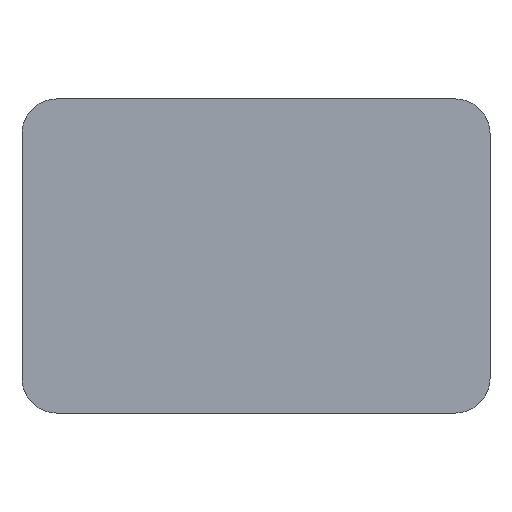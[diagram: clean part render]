
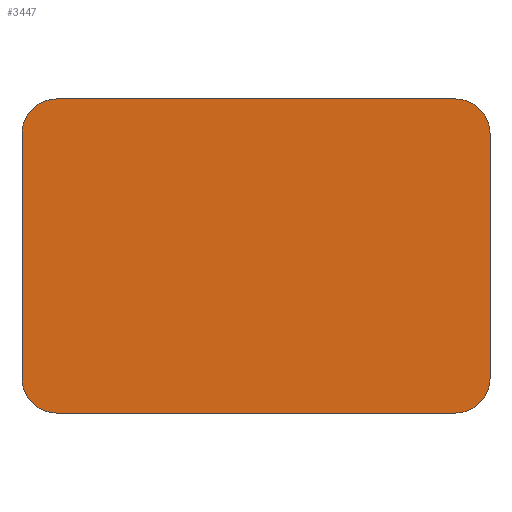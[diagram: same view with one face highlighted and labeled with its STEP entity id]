
A CAD part, front view. The second image highlights one B-rep face of the part: STEP entity #3447.
In plain terms, the highlighted planar face has unit normal (0, -1, 0).
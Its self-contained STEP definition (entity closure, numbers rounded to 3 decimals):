
#384=LINE('',#5792,#756);
#387=LINE('',#5801,#759);
#388=LINE('',#5805,#760);
#389=LINE('',#5809,#761);
#756=VECTOR('',#4664,10.);
#759=VECTOR('',#4673,10.);
#760=VECTOR('',#4676,10.);
#761=VECTOR('',#4679,10.);
#999=FACE_OUTER_BOUND('',#1189,.T.);
#1189=EDGE_LOOP('',(#3038,#3039,#3040,#3041,#3042,#3043,#3044,#3045));
#1324=CIRCLE('',#3743,4.);
#1327=CIRCLE('',#3748,4.);
#1328=CIRCLE('',#3749,4.);
#1329=CIRCLE('',#3750,4.);
#1649=VERTEX_POINT('',#5785);
#1650=VERTEX_POINT('',#5787);
#1651=VERTEX_POINT('',#5791);
#1654=VERTEX_POINT('',#5800);
#1655=VERTEX_POINT('',#5802);
#1656=VERTEX_POINT('',#5804);
#1657=VERTEX_POINT('',#5806);
#1658=VERTEX_POINT('',#5808);
#2127=EDGE_CURVE('',#1649,#1650,#1324,.T.);
#2129=EDGE_CURVE('',#1650,#1651,#384,.T.);
#2134=EDGE_CURVE('',#1654,#1649,#387,.T.);
#2135=EDGE_CURVE('',#1655,#1654,#1327,.T.);
#2136=EDGE_CURVE('',#1655,#1656,#388,.T.);
#2137=EDGE_CURVE('',#1657,#1656,#1328,.T.);
#2138=EDGE_CURVE('',#1658,#1657,#389,.T.);
#2139=EDGE_CURVE('',#1651,#1658,#1329,.T.);
#3038=ORIENTED_EDGE('',*,*,#2127,.F.);
#3039=ORIENTED_EDGE('',*,*,#2134,.F.);
#3040=ORIENTED_EDGE('',*,*,#2135,.F.);
#3041=ORIENTED_EDGE('',*,*,#2136,.T.);
#3042=ORIENTED_EDGE('',*,*,#2137,.F.);
#3043=ORIENTED_EDGE('',*,*,#2138,.F.);
#3044=ORIENTED_EDGE('',*,*,#2139,.F.);
#3045=ORIENTED_EDGE('',*,*,#2129,.F.);
#3276=PLANE('',#3747);
#3447=ADVANCED_FACE('',(#999),#3276,.T.);
#3743=AXIS2_PLACEMENT_3D('',#5788,#4659,#4660);
#3747=AXIS2_PLACEMENT_3D('',#5799,#4671,#4672);
#3748=AXIS2_PLACEMENT_3D('',#5803,#4674,#4675);
#3749=AXIS2_PLACEMENT_3D('',#5807,#4677,#4678);
#3750=AXIS2_PLACEMENT_3D('',#5810,#4680,#4681);
#4659=DIRECTION('center_axis',(0.,1.,0.));
#4660=DIRECTION('ref_axis',(-0.707,0.,-0.707));
#4664=DIRECTION('',(0.,0.,1.));
#4671=DIRECTION('center_axis',(0.,-1.,0.));
#4672=DIRECTION('ref_axis',(1.,0.,0.));
#4673=DIRECTION('',(-1.,0.,0.));
#4674=DIRECTION('center_axis',(0.,1.,0.));
#4675=DIRECTION('ref_axis',(0.707,0.,-0.707));
#4676=DIRECTION('',(0.,0.,1.));
#4677=DIRECTION('center_axis',(0.,1.,0.));
#4678=DIRECTION('ref_axis',(0.707,0.,0.707));
#4679=DIRECTION('',(1.,0.,0.));
#4680=DIRECTION('center_axis',(0.,1.,0.));
#4681=DIRECTION('ref_axis',(-0.707,0.,0.707));
#5785=CARTESIAN_POINT('',(-49.2,-27.7,-19.25));
#5787=CARTESIAN_POINT('',(-53.2,-27.7,-15.25));
#5788=CARTESIAN_POINT('Origin',(-49.2,-27.7,-15.25));
#5791=CARTESIAN_POINT('',(-53.2,-27.7,13.25));
#5792=CARTESIAN_POINT('',(-53.2,-27.7,0.));
#5799=CARTESIAN_POINT('Origin',(-53.2,-27.7,0.));
#5800=CARTESIAN_POINT('',(-2.8,-27.7,-19.25));
#5801=CARTESIAN_POINT('',(-53.2,-27.7,-19.25));
#5802=CARTESIAN_POINT('',(1.2,-27.7,-15.25));
#5803=CARTESIAN_POINT('Origin',(-2.8,-27.7,-15.25));
#5804=CARTESIAN_POINT('',(1.2,-27.7,13.25));
#5805=CARTESIAN_POINT('',(1.2,-27.7,0.));
#5806=CARTESIAN_POINT('',(-2.8,-27.7,17.25));
#5807=CARTESIAN_POINT('Origin',(-2.8,-27.7,13.25));
#5808=CARTESIAN_POINT('',(-49.2,-27.7,17.25));
#5809=CARTESIAN_POINT('',(-53.2,-27.7,17.25));
#5810=CARTESIAN_POINT('Origin',(-49.2,-27.7,13.25));
